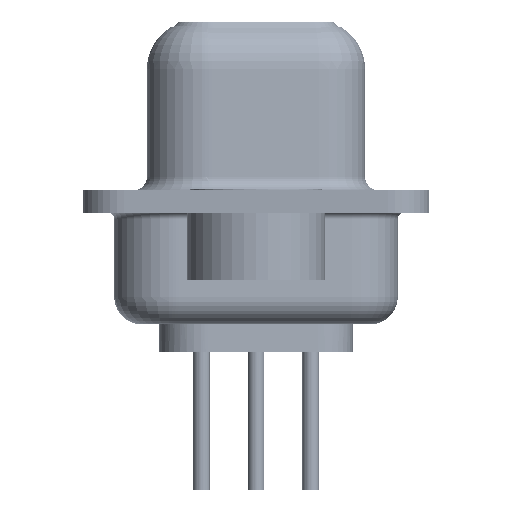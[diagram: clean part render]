
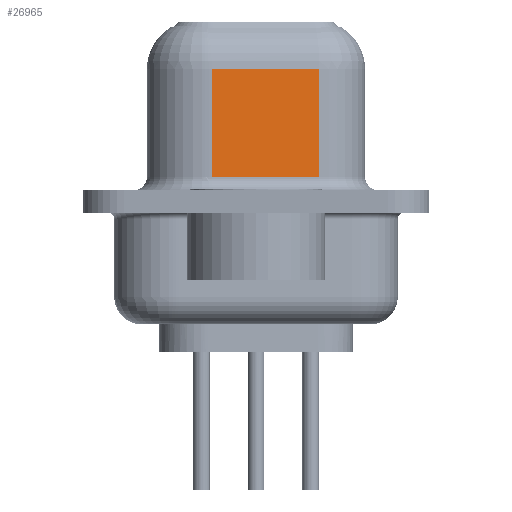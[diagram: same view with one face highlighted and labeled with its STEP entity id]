
A CAD part, left-side view. The second image highlights one B-rep face of the part: STEP entity #26965.
In plain terms, the highlighted planar face has unit normal (-0.985, -0.174, 0).
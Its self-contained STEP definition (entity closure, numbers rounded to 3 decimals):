
#934 = EDGE_LOOP ( 'NONE', ( #25346, #21621, #31833, #10354 ) ) ;
#1034 = VECTOR ( 'NONE', #12215, 1000. ) ;
#2158 = LINE ( 'NONE', #2556, #18682 ) ;
#2556 = CARTESIAN_POINT ( 'NONE',  ( 5.038, -2.297, 6.55 ) ) ;
#4216 = CARTESIAN_POINT ( 'NONE',  ( 5.038, -2.297, 6.55 ) ) ;
#5971 = CARTESIAN_POINT ( 'NONE',  ( 5.038, -2.297, 4.8 ) ) ;
#6569 = EDGE_CURVE ( 'NONE', #29419, #22684, #12413, .T. ) ;
#6756 = CARTESIAN_POINT ( 'NONE',  ( 5.038, -2.297, 0.9 ) ) ;
#7390 = VERTEX_POINT ( 'NONE', #5971 ) ;
#9056 = DIRECTION ( 'NONE',  ( 0., 0., -1. ) ) ;
#10354 = ORIENTED_EDGE ( 'NONE', *, *, #10477, .T. ) ;
#10477 = EDGE_CURVE ( 'NONE', #22684, #23624, #30551, .T. ) ;
#11106 = VECTOR ( 'NONE', #24453, 1000. ) ;
#12164 = AXIS2_PLACEMENT_3D ( 'NONE', #4216, #29025, #22934 ) ;
#12215 = DIRECTION ( 'NONE',  ( 0., 0., -1. ) ) ;
#12413 = LINE ( 'NONE', #24816, #1034 ) ;
#13574 = VECTOR ( 'NONE', #27297, 1000. ) ;
#17948 = CARTESIAN_POINT ( 'NONE',  ( 5.038, -2.297, 4.8 ) ) ;
#18682 = VECTOR ( 'NONE', #9056, 1000. ) ;
#21617 = LINE ( 'NONE', #17948, #13574 ) ;
#21621 = ORIENTED_EDGE ( 'NONE', *, *, #32392, .T. ) ;
#22684 = VERTEX_POINT ( 'NONE', #35535 ) ;
#22731 = FACE_OUTER_BOUND ( 'NONE', #934, .T. ) ;
#22934 = DIRECTION ( 'NONE',  ( -0.174, 0.985, 0. ) ) ;
#23624 = VERTEX_POINT ( 'NONE', #6756 ) ;
#24453 = DIRECTION ( 'NONE',  ( 0.174, -0.985, 0. ) ) ;
#24816 = CARTESIAN_POINT ( 'NONE',  ( 4.35, 1.603, 6.55 ) ) ;
#25346 = ORIENTED_EDGE ( 'NONE', *, *, #29065, .F. ) ;
#26965 = ADVANCED_FACE ( 'NONE', ( #22731 ), #35102, .F. ) ;
#27297 = DIRECTION ( 'NONE',  ( -0.174, 0.985, 0. ) ) ;
#27508 = CARTESIAN_POINT ( 'NONE',  ( 5.038, -2.297, 0.9 ) ) ;
#29025 = DIRECTION ( 'NONE',  ( 0.985, 0.174, 0. ) ) ;
#29065 = EDGE_CURVE ( 'NONE', #7390, #23624, #2158, .T. ) ;
#29419 = VERTEX_POINT ( 'NONE', #32797 ) ;
#30551 = LINE ( 'NONE', #27508, #11106 ) ;
#31833 = ORIENTED_EDGE ( 'NONE', *, *, #6569, .T. ) ;
#32392 = EDGE_CURVE ( 'NONE', #7390, #29419, #21617, .T. ) ;
#32797 = CARTESIAN_POINT ( 'NONE',  ( 4.35, 1.603, 4.8 ) ) ;
#35102 = PLANE ( 'NONE',  #12164 ) ;
#35535 = CARTESIAN_POINT ( 'NONE',  ( 4.35, 1.603, 0.9 ) ) ;
